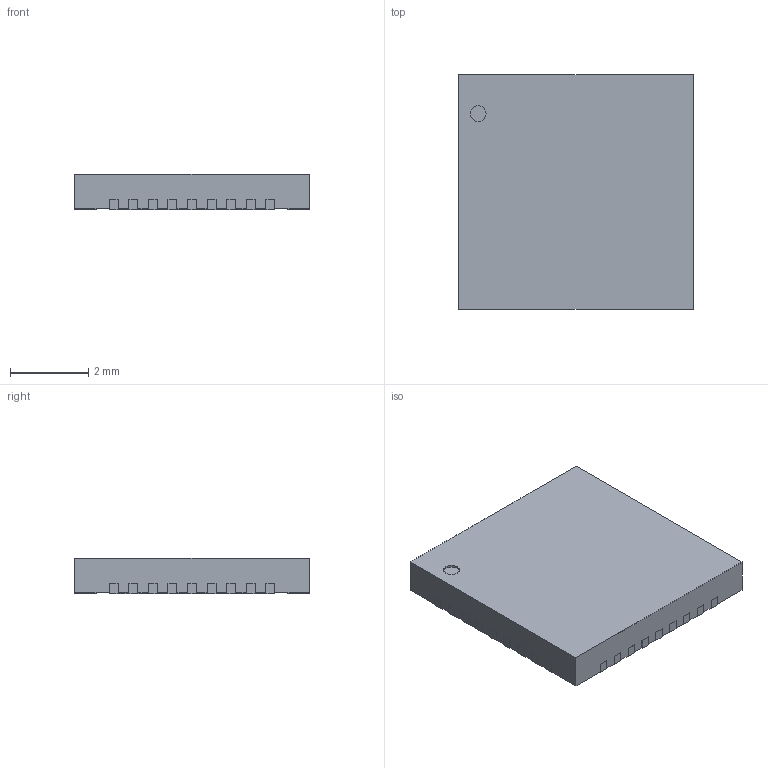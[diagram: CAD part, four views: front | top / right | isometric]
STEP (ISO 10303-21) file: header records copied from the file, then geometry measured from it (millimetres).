
FILE_DESCRIPTION(('FreeCAD Model'),'2;1');
FILE_NAME('Open CASCADE Shape Model','2021-09-02T11:52:07',( 'kicad StepUp'),('ksu MCAD'),'Open CASCADE STEP processor 7.5', 'FreeCAD','Unknown');
FILE_SCHEMA(('AUTOMOTIVE_DESIGN { 1 0 10303 214 1 1 1 1 }'));
Length unit declared in the file: millimetre
Products named in the file (1): Extrude001_fd_sp
Bounding box: 6 x 6 x 0.9 mm (x, y, z)
Volume: 32 mm3; surface area: 94.6 mm2
Topology: 1 solids, 1 shells, 235 faces, 693 edges, 462 vertices
Faces by surface type: plane 193, cylinder 42
Full cylindrical faces by diameter (mm): 0.4 x1
Entity records: 9420 total; most frequent: CARTESIAN_POINT 1391, ORIENTED_EDGE 1386, DIRECTION 1249, EDGE_CURVE 693, LINE 609, VECTOR 609, VERTEX_POINT 462, AXIS2_PLACEMENT_3D 320
